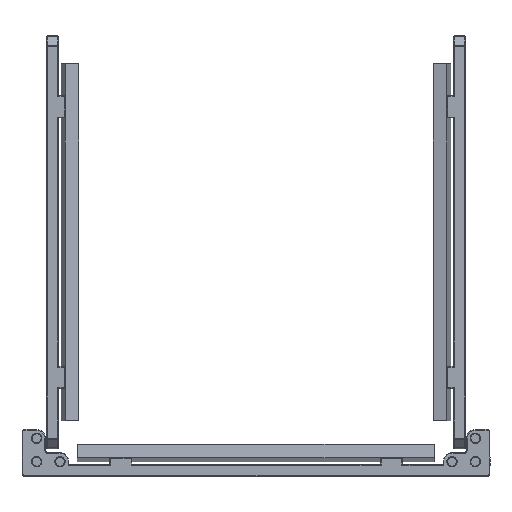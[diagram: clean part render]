
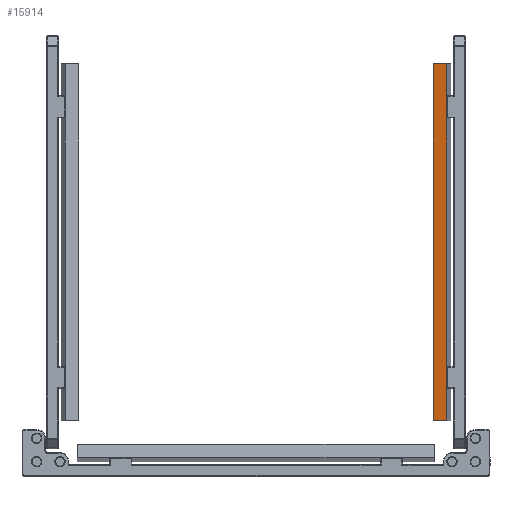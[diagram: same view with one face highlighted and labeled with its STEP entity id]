
A CAD part, top view. The second image highlights one B-rep face of the part: STEP entity #15914.
In plain terms, the highlighted face is planar.
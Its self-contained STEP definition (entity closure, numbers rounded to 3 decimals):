
#962=PLANE('',#17344);
#1894=FACE_OUTER_BOUND('',#2898,.T.);
#2898=EDGE_LOOP('',(#14120,#14121,#14122,#14123));
#4230=LINE('',#39482,#5786);
#4274=LINE('',#39573,#5830);
#4276=LINE('',#39577,#5832);
#4277=LINE('',#39578,#5833);
#5786=VECTOR('',#21165,10.);
#5830=VECTOR('',#21233,10.);
#5832=VECTOR('',#21237,10.);
#5833=VECTOR('',#21238,10.);
#7759=VERTEX_POINT('',#39479);
#7760=VERTEX_POINT('',#39481);
#7795=VERTEX_POINT('',#39572);
#7796=VERTEX_POINT('',#39576);
#9904=EDGE_CURVE('',#7760,#7759,#4230,.T.);
#9950=EDGE_CURVE('',#7795,#7760,#4274,.T.);
#9952=EDGE_CURVE('',#7796,#7759,#4276,.T.);
#9953=EDGE_CURVE('',#7795,#7796,#4277,.T.);
#14120=ORIENTED_EDGE('',*,*,#9904,.T.);
#14121=ORIENTED_EDGE('',*,*,#9952,.F.);
#14122=ORIENTED_EDGE('',*,*,#9953,.F.);
#14123=ORIENTED_EDGE('',*,*,#9950,.T.);
#15914=ADVANCED_FACE('',(#1894),#962,.T.);
#17344=AXIS2_PLACEMENT_3D('',#39575,#21235,#21236);
#21165=DIRECTION('',(-0.707,0.,-0.707));
#21233=DIRECTION('',(0.,1.,0.));
#21235=DIRECTION('center_axis',(-0.707,0.,
0.707));
#21236=DIRECTION('ref_axis',(0.707,0.,0.707));
#21237=DIRECTION('',(0.,1.,0.));
#21238=DIRECTION('',(-0.707,0.,-0.707));
#39479=CARTESIAN_POINT('',(245.65,145.,269.356));
#39481=CARTESIAN_POINT('',(252.226,145.,275.932));
#39482=CARTESIAN_POINT('',(247.294,145.,271.));
#39572=CARTESIAN_POINT('',(252.226,-99.,275.932));
#39573=CARTESIAN_POINT('',(252.226,0.,275.932));
#39575=CARTESIAN_POINT('Origin',(245.65,0.,269.356));
#39576=CARTESIAN_POINT('',(245.65,-99.,269.356));
#39577=CARTESIAN_POINT('',(245.65,0.,269.356));
#39578=CARTESIAN_POINT('',(252.226,-99.,275.932));
